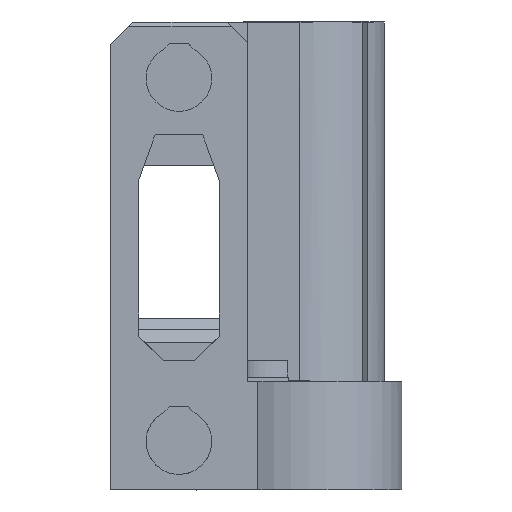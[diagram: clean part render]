
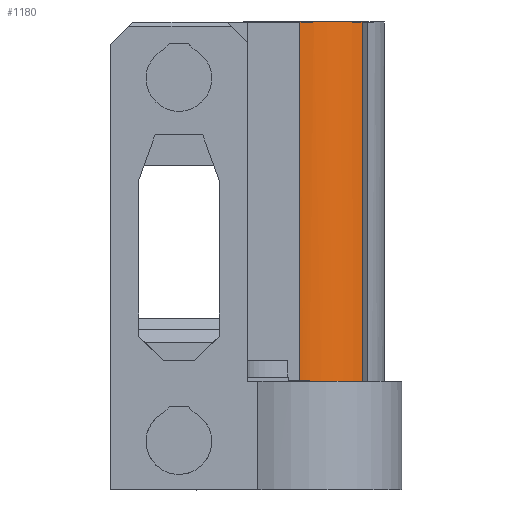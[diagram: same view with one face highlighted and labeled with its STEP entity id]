
A CAD part, front view. The second image highlights one B-rep face of the part: STEP entity #1180.
In plain terms, the highlighted cylindrical face has radius 10.475 mm (diameter 20.95 mm), a partial arc.
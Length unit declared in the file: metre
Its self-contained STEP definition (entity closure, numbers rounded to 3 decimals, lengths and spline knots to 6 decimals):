
#844 = EDGE_CURVE( '', #2226, #2227, #2228, .T. );
#1180 = ADVANCED_FACE( '', ( #2738 ), #2739, .T. );
#1356 = EDGE_CURVE( '', #1909, #2227, #2974, .T. );
#1416 = EDGE_CURVE( '', #1909, #3060, #3061, .T. );
#1434 = EDGE_CURVE( '', #3060, #2277, #3082, .T. );
#1486 = EDGE_CURVE( '', #2226, #2006, #3150, .T. );
#1690 = EDGE_CURVE( '', #2006, #2277, #3400, .T. );
#1909 = VERTEX_POINT( '', #3663 );
#2006 = VERTEX_POINT( '', #3805 );
#2226 = VERTEX_POINT( '', #4154 );
#2227 = VERTEX_POINT( '', #4155 );
#2228 = LINE( '', #4156, #4157 );
#2277 = VERTEX_POINT( '', #4218 );
#2738 = FACE_OUTER_BOUND( '', #4979, .T. );
#2739 = CYLINDRICAL_SURFACE( '', #4980, 0.010475 );
#2974 = CIRCLE( '', #5325, 0.010475 );
#3060 = VERTEX_POINT( '', #5455 );
#3061 = LINE( '', #5456, #5457 );
#3082 = CIRCLE( '', #5490, 0.010475 );
#3150 = CIRCLE( '', #5589, 0.010475 );
#3400 = LINE( '', #6061, #6062 );
#3663 = CARTESIAN_POINT( '', ( 0., -0.010475, 0.01351 ) );
#3805 = CARTESIAN_POINT( '', ( 0.007694, -0.007109, 0.0135 ) );
#4154 = CARTESIAN_POINT( '', ( 0.001192, -0.010407, 0.0135 ) );
#4155 = CARTESIAN_POINT( '', ( 0.001192, -0.010407, 0.01351 ) );
#4156 = CARTESIAN_POINT( '', ( 0.001192, -0.010407, 0. ) );
#4157 = VECTOR( '', #6639, 1. );
#4218 = CARTESIAN_POINT( '', ( 0.007694, -0.007109, 0.058 ) );
#4979 = EDGE_LOOP( '', ( #7318, #7319, #7320, #7321, #7322, #7323 ) );
#4980 = AXIS2_PLACEMENT_3D( '', #7324, #7325, #7326 );
#5325 = AXIS2_PLACEMENT_3D( '', #7689, #7690, #7691 );
#5455 = CARTESIAN_POINT( '', ( 0., -0.010475, 0.058 ) );
#5456 = CARTESIAN_POINT( '', ( 0., -0.010475, 0. ) );
#5457 = VECTOR( '', #7865, 1. );
#5490 = AXIS2_PLACEMENT_3D( '', #7887, #7888, #7889 );
#5589 = AXIS2_PLACEMENT_3D( '', #7985, #7986, #7987 );
#6061 = CARTESIAN_POINT( '', ( 0.007694, -0.007109, 0. ) );
#6062 = VECTOR( '', #8331, 1. );
#6639 = DIRECTION( '', ( 0., 0., 1. ) );
#7318 = ORIENTED_EDGE( '', *, *, #1690, .T. );
#7319 = ORIENTED_EDGE( '', *, *, #1434, .F. );
#7320 = ORIENTED_EDGE( '', *, *, #1416, .F. );
#7321 = ORIENTED_EDGE( '', *, *, #1356, .T. );
#7322 = ORIENTED_EDGE( '', *, *, #844, .F. );
#7323 = ORIENTED_EDGE( '', *, *, #1486, .T. );
#7324 = CARTESIAN_POINT( '', ( 0., 0., 0. ) );
#7325 = DIRECTION( '', ( 0., 0., -1. ) );
#7326 = DIRECTION( '', ( 1., 0., 0. ) );
#7689 = CARTESIAN_POINT( '', ( 0., 0., 0.01351 ) );
#7690 = DIRECTION( '', ( 0., 0., 1. ) );
#7691 = DIRECTION( '', ( 1., 0., 0. ) );
#7865 = DIRECTION( '', ( 0., 0., 1. ) );
#7887 = CARTESIAN_POINT( '', ( 0., 0., 0.058 ) );
#7888 = DIRECTION( '', ( 0., 0., 1. ) );
#7889 = DIRECTION( '', ( 1., 0., 0. ) );
#7985 = CARTESIAN_POINT( '', ( 0., 0., 0.0135 ) );
#7986 = DIRECTION( '', ( 0., 0., 1. ) );
#7987 = DIRECTION( '', ( 1., 0., 0. ) );
#8331 = DIRECTION( '', ( 0., 0., 1. ) );
